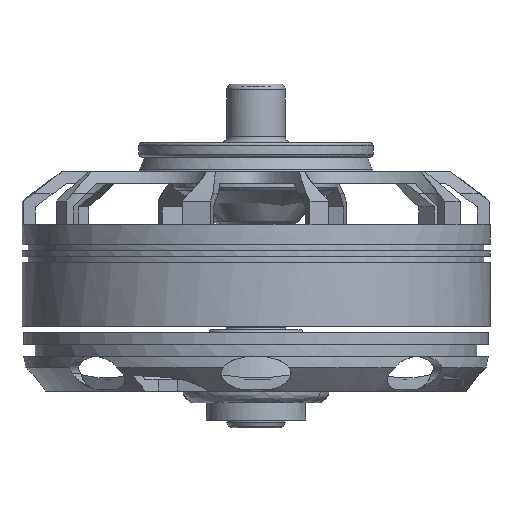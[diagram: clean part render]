
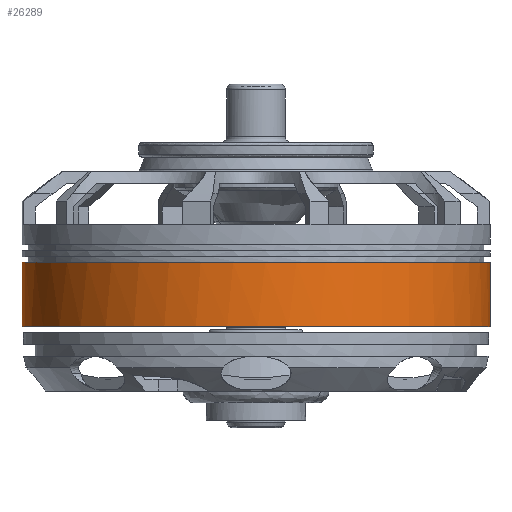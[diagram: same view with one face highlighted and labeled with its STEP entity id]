
A CAD part, front view. The second image highlights one B-rep face of the part: STEP entity #26289.
In plain terms, the highlighted free-form (B-spline) face has degree [2, 1] with [5, 2] control points.
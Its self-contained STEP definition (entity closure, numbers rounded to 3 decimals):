
#26289 = ADVANCED_FACE('',(#26290),#26334,.T.);
#26290 = FACE_BOUND('',#26291,.T.);
#26291 = EDGE_LOOP('',(#26292,#26304,#26311,#26321,#26328));
#26292 = ORIENTED_EDGE('',*,*,#26293,.T.);
#26293 = EDGE_CURVE('',#26294,#26296,#26298,.T.);
#26294 = VERTEX_POINT('',#26295);
#26295 = CARTESIAN_POINT('',(-46.574,-25.444,
    15.921));
#26296 = VERTEX_POINT('',#26297);
#26297 = CARTESIAN_POINT('',(53.071,0.,
    15.921));
#26298 = ( BOUNDED_CURVE() B_SPLINE_CURVE(2,(#26299,#26300,#26301,#26302
,#26303),.UNSPECIFIED.,.F.,.F.) B_SPLINE_CURVE_WITH_KNOTS((3,2,3),(
    0.,1.321,2.642),
.PIECEWISE_BEZIER_KNOTS.) CURVE() GEOMETRIC_REPRESENTATION_ITEM() 
RATIONAL_B_SPLINE_CURVE((1.,0.79,1.,0.79,1.)) 
REPRESENTATION_ITEM('') );
#26299 = CARTESIAN_POINT('',(-46.574,-25.444,
    15.921));
#26300 = CARTESIAN_POINT('',(-26.811,-61.62,
    15.921));
#26301 = CARTESIAN_POINT('',(13.13,-51.421,
    15.921));
#26302 = CARTESIAN_POINT('',(53.071,-41.222,
    15.921));
#26303 = CARTESIAN_POINT('',(53.071,0.,
    15.921));
#26304 = ORIENTED_EDGE('',*,*,#26305,.T.);
#26305 = EDGE_CURVE('',#26296,#26306,#26308,.T.);
#26306 = VERTEX_POINT('',#26307);
#26307 = CARTESIAN_POINT('',(53.071,0.,1.327));
#26308 = B_SPLINE_CURVE_WITH_KNOTS('',1,(#26309,#26310),.UNSPECIFIED.,
  .F.,.F.,(2,2),(0.,11.),.PIECEWISE_BEZIER_KNOTS.);
#26309 = CARTESIAN_POINT('',(53.071,0.,15.921));
#26310 = CARTESIAN_POINT('',(53.071,0.,1.327));
#26311 = ORIENTED_EDGE('',*,*,#26312,.T.);
#26312 = EDGE_CURVE('',#26306,#26313,#26315,.T.);
#26313 = VERTEX_POINT('',#26314);
#26314 = CARTESIAN_POINT('',(-53.071,0.,
    1.327));
#26315 = ( BOUNDED_CURVE() B_SPLINE_CURVE(2,(#26316,#26317,#26318,#26319
,#26320),.UNSPECIFIED.,.F.,.F.) B_SPLINE_CURVE_WITH_KNOTS((3,2,3),(0.,
1.571,3.142),.PIECEWISE_BEZIER_KNOTS.) CURVE() 
GEOMETRIC_REPRESENTATION_ITEM() RATIONAL_B_SPLINE_CURVE((1.,
0.707,1.,0.707,1.)) REPRESENTATION_ITEM('') );
#26316 = CARTESIAN_POINT('',(53.071,0.,1.327));
#26317 = CARTESIAN_POINT('',(53.071,-53.071,
    1.327));
#26318 = CARTESIAN_POINT('',(0.,-53.071,
    1.327));
#26319 = CARTESIAN_POINT('',(-53.071,-53.071,
    1.327));
#26320 = CARTESIAN_POINT('',(-53.071,0.,
    1.327));
#26321 = ORIENTED_EDGE('',*,*,#26322,.T.);
#26322 = EDGE_CURVE('',#26313,#26323,#26325,.T.);
#26323 = VERTEX_POINT('',#26324);
#26324 = CARTESIAN_POINT('',(-53.071,0.,15.921));
#26325 = B_SPLINE_CURVE_WITH_KNOTS('',1,(#26326,#26327),.UNSPECIFIED.,
  .F.,.F.,(2,2),(0.,11.),.PIECEWISE_BEZIER_KNOTS.);
#26326 = CARTESIAN_POINT('',(-53.071,0.,1.327));
#26327 = CARTESIAN_POINT('',(-53.071,0.,15.921));
#26328 = ORIENTED_EDGE('',*,*,#26329,.T.);
#26329 = EDGE_CURVE('',#26323,#26294,#26330,.T.);
#26330 = ( BOUNDED_CURVE() B_SPLINE_CURVE(2,(#26331,#26332,#26333),
.UNSPECIFIED.,.F.,.F.) B_SPLINE_CURVE_WITH_KNOTS((3,3),(0.,
0.5),.PIECEWISE_BEZIER_KNOTS.) CURVE() 
GEOMETRIC_REPRESENTATION_ITEM() RATIONAL_B_SPLINE_CURVE((1.,
0.969,1.)) REPRESENTATION_ITEM('') );
#26331 = CARTESIAN_POINT('',(-53.071,0.,15.921));
#26332 = CARTESIAN_POINT('',(-53.071,-13.551,
    15.921));
#26333 = CARTESIAN_POINT('',(-46.574,-25.444,
    15.921));
#26334 = ( BOUNDED_SURFACE() B_SPLINE_SURFACE(2,1,(
    (#26335,#26336)
    ,(#26337,#26338)
    ,(#26339,#26340)
    ,(#26341,#26342)
    ,(#26343,#26344
)),.UNSPECIFIED.,.F.,.F.,.F.) B_SPLINE_SURFACE_WITH_KNOTS((3,2,3),(2,2),
  (3.142,4.712,6.283),(0.,11.),
.PIECEWISE_BEZIER_KNOTS.) GEOMETRIC_REPRESENTATION_ITEM() 
RATIONAL_B_SPLINE_SURFACE((
    (1.,1.)
    ,(0.707,0.707)
    ,(1.,1.)
    ,(0.707,0.707)
,(1.,1.))) REPRESENTATION_ITEM('') SURFACE() );
#26335 = CARTESIAN_POINT('',(53.071,0.,
    1.327));
#26336 = CARTESIAN_POINT('',(53.071,0.,
    15.921));
#26337 = CARTESIAN_POINT('',(53.071,-53.071,
    1.327));
#26338 = CARTESIAN_POINT('',(53.071,-53.071,
    15.921));
#26339 = CARTESIAN_POINT('',(0.,-53.071,
    1.327));
#26340 = CARTESIAN_POINT('',(0.,-53.071,
    15.921));
#26341 = CARTESIAN_POINT('',(-53.071,-53.071,
    1.327));
#26342 = CARTESIAN_POINT('',(-53.071,-53.071,
    15.921));
#26343 = CARTESIAN_POINT('',(-53.071,0.,
    1.327));
#26344 = CARTESIAN_POINT('',(-53.071,0.,
    15.921));
